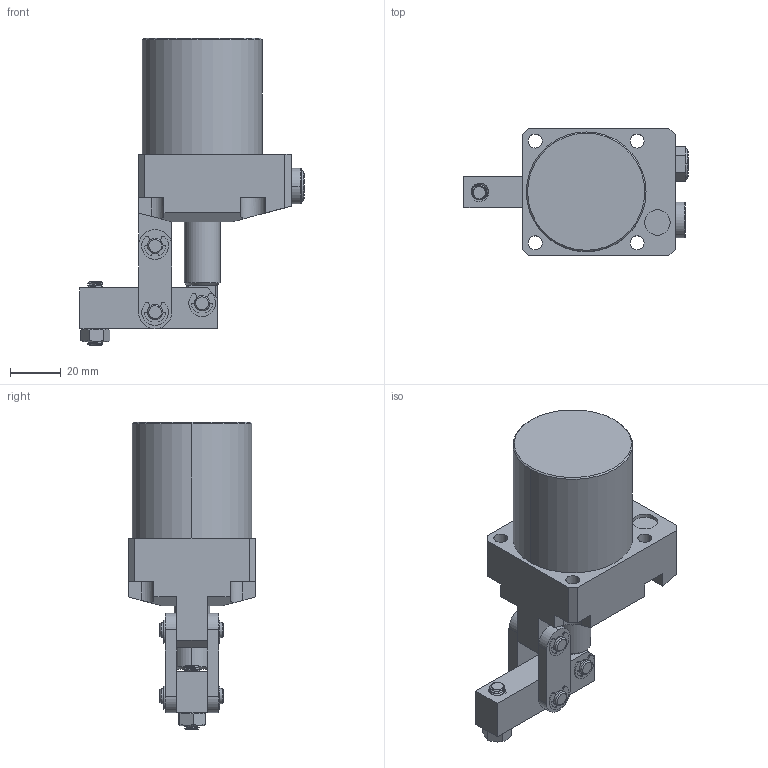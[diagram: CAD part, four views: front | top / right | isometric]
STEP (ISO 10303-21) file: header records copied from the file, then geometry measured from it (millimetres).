
FILE_DESCRIPTION (( 'STEP AP214' ), '1' );
FILE_NAME ('CCLT-04.STEP', '2020-11-26T09:22:31', ( 'PC' ), ( '' ), 'SwSTEP 2.0', 'SolidWorks 2016', '' );
FILE_SCHEMA (( 'AUTOMOTIVE_DESIGN' ));
Length unit declared in the file: millimetre
Products named in the file (9): 酗种粣-04; 傻种粣-04; yabi-04; luosi-04; luomu-04; liangan-04; 6MM开口挡圈; benti; CCLT-04
Assembly tree (15 placements, depth 2):
  CCLT-04
    benti
    6MM开口挡圈  x6
    liangan-04  x2
    luomu-04
    luosi-04
    yabi-04
    傻种粣-04
    酗种粣-04  x2
Bounding box: 88 x 50 x 120.62 mm (x, y, z)
Volume: 170250.5 mm3; surface area: 32398.4 mm2
Topology: 15 solids, 15 shells, 464 faces, 1212 edges, 796 vertices
Faces by surface type: cylinder 263, plane 158, cone 33, bspline 6, torus 4
Entity records: 15374 total; most frequent: CARTESIAN_POINT 7582, ORIENTED_EDGE 1660, DIRECTION 1460, EDGE_CURVE 830, VERTEX_POINT 542, AXIS2_PLACEMENT_3D 535, LINE 390, VECTOR 390
